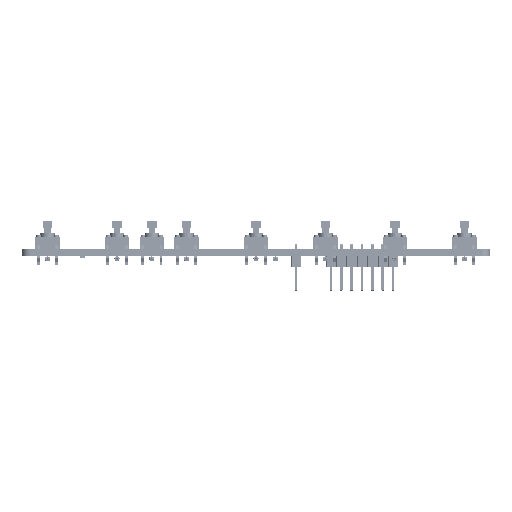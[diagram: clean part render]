
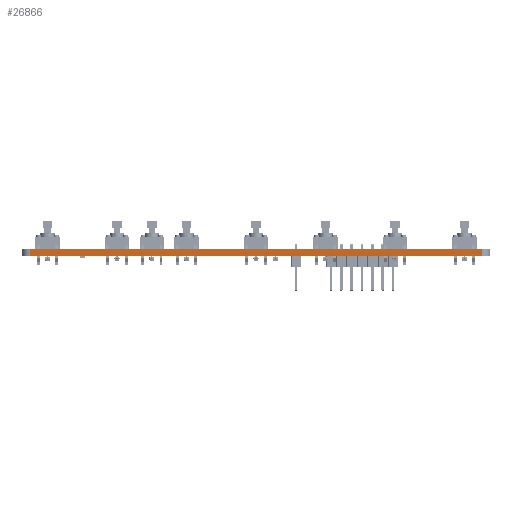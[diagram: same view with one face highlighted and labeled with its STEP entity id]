
A CAD part, front view. The second image highlights one B-rep face of the part: STEP entity #26866.
In plain terms, the highlighted planar face has unit normal (0, -1, 0).
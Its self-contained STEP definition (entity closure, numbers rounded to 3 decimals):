
#21562 = VERTEX_POINT('',#21563);
#21563 = CARTESIAN_POINT('',(39.65,-174.775,0.));
#21570 = EDGE_CURVE('',#21571,#21562,#21573,.T.);
#21571 = VERTEX_POINT('',#21572);
#21572 = CARTESIAN_POINT('',(150.15,-174.775,0.));
#21573 = LINE('',#21574,#21575);
#21574 = CARTESIAN_POINT('',(150.15,-174.775,0.));
#21575 = VECTOR('',#21576,1.);
#21576 = DIRECTION('',(-1.,0.,0.));
#24149 = VERTEX_POINT('',#24150);
#24150 = CARTESIAN_POINT('',(39.65,-174.775,1.6));
#24157 = EDGE_CURVE('',#24158,#24149,#24160,.T.);
#24158 = VERTEX_POINT('',#24159);
#24159 = CARTESIAN_POINT('',(150.15,-174.775,1.6));
#24160 = LINE('',#24161,#24162);
#24161 = CARTESIAN_POINT('',(150.15,-174.775,1.6));
#24162 = VECTOR('',#24163,1.);
#24163 = DIRECTION('',(-1.,0.,0.));
#26836 = EDGE_CURVE('',#21562,#24149,#26837,.T.);
#26837 = LINE('',#26838,#26839);
#26838 = CARTESIAN_POINT('',(39.65,-174.775,0.));
#26839 = VECTOR('',#26840,1.);
#26840 = DIRECTION('',(0.,0.,1.));
#26866 = ADVANCED_FACE('',(#26867),#26878,.T.);
#26867 = FACE_BOUND('',#26868,.T.);
#26868 = EDGE_LOOP('',(#26869,#26875,#26876,#26877));
#26869 = ORIENTED_EDGE('',*,*,#26870,.T.);
#26870 = EDGE_CURVE('',#21571,#24158,#26871,.T.);
#26871 = LINE('',#26872,#26873);
#26872 = CARTESIAN_POINT('',(150.15,-174.775,0.));
#26873 = VECTOR('',#26874,1.);
#26874 = DIRECTION('',(0.,0.,1.));
#26875 = ORIENTED_EDGE('',*,*,#24157,.T.);
#26876 = ORIENTED_EDGE('',*,*,#26836,.F.);
#26877 = ORIENTED_EDGE('',*,*,#21570,.F.);
#26878 = PLANE('',#26879);
#26879 = AXIS2_PLACEMENT_3D('',#26880,#26881,#26882);
#26880 = CARTESIAN_POINT('',(150.15,-174.775,0.));
#26881 = DIRECTION('',(0.,-1.,0.));
#26882 = DIRECTION('',(-1.,0.,0.));
